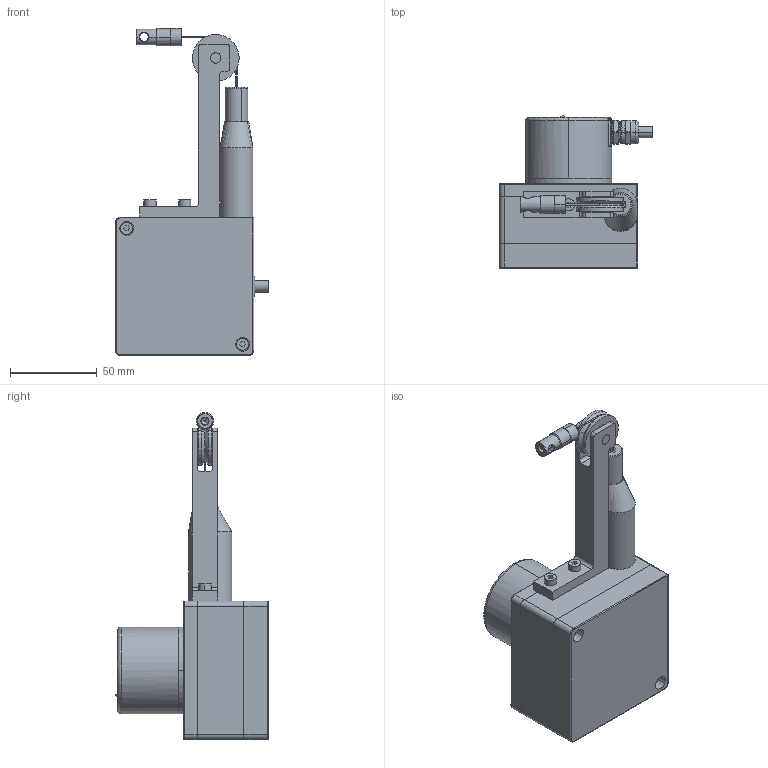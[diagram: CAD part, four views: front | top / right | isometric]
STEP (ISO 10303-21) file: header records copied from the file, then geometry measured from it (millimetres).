
FILE_DESCRIPTION(('CATIA V5 STEP Exchange'),'2;1');
FILE_NAME('LTF81D-ASM-JSCM50.stp','2026-02-04T08:06:49+00:00',('none'),('none'),'CATIA Version 5 Release 21 GA (IN-10)','CATIA V5 STEP AP203','none');
FILE_SCHEMA(('CONFIG_CONTROL_DESIGN'));
Length unit declared in the file: millimetre
Products named in the file (4): LTF81D_ASM; LTF81D_COMPONENTS; LTF81D_BOLTS; LTF63_DXZ_A
Assembly tree (22 placements, depth 3):
  LTF81D_ASM
    LTF81D_COMPONENTS
      #66
    LTF81D_BOLTS
      #12549  x6
    #13068
    #13512
    #14269
    #15026
    LTF63_DXZ_A
      #15440
      #15776
    #16387
    #17475
    #17579
    #18014
    #19418
    #19706
Bounding box: 88.5 x 88 x 189 mm (x, y, z)
Volume: 361258 mm3; surface area: 87994 mm2
Topology: 18 solids, 29 shells, 639 faces, 1646 edges, 1083 vertices
Faces by surface type: cylinder 215, bspline 172, plane 171, cone 45, torus 34, sphere 2
Entity records: 19551 total; most frequent: CARTESIAN_POINT 7689, ORIENTED_EDGE 2732, DIRECTION 1601, EDGE_CURVE 1472, VERTEX_POINT 973, AXIS2_PLACEMENT_3D 851, EDGE_LOOP 633, ADVANCED_FACE 559
